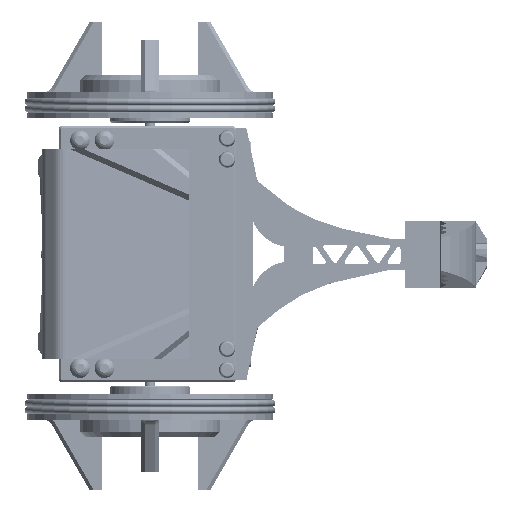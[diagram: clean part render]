
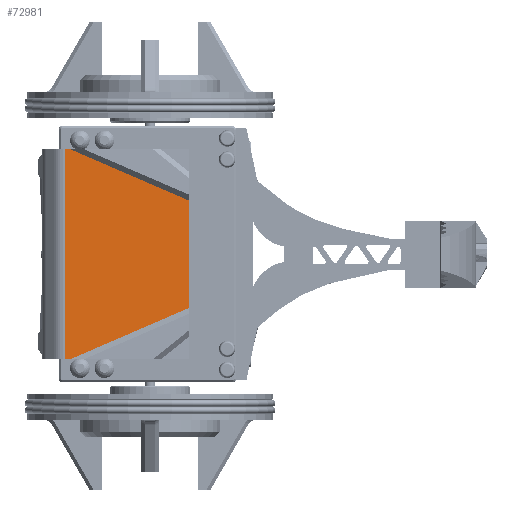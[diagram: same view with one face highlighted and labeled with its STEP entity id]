
A CAD part, front view. The second image highlights one B-rep face of the part: STEP entity #72981.
In plain terms, the highlighted face is planar.
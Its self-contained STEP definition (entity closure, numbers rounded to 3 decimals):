
#71298=DIRECTION('',(0.,0.997,-0.081));
#71299=VECTOR('',#71298,1.318);
#71300=CARTESIAN_POINT('',(15.476,135.591,23.795));
#71301=LINE('',#71300,#71299);
#71354=DIRECTION('',(-1.,0.,0.));
#71355=VECTOR('',#71354,30.726);
#71356=CARTESIAN_POINT('',(60.839,101.748,26.539));
#71357=LINE('',#71356,#71355);
#71430=DIRECTION('',(0.,-0.997,0.081));
#71431=VECTOR('',#71430,1.318);
#71432=CARTESIAN_POINT('',(75.476,136.904,23.688));
#71433=LINE('',#71432,#71431);
#71694=DIRECTION('',(1.,0.,0.));
#71695=VECTOR('',#71694,60.);
#71696=CARTESIAN_POINT('',(15.476,136.904,23.688));
#71697=LINE('',#71696,#71695);
#71698=DIRECTION('',(0.396,0.915,-0.074));
#71699=VECTOR('',#71698,36.974);
#71700=CARTESIAN_POINT('',(60.839,101.748,26.539));
#71701=LINE('',#71700,#71699);
#71710=DIRECTION('',(-0.396,0.915,-0.074));
#71711=VECTOR('',#71710,36.974);
#71712=CARTESIAN_POINT('',(30.112,101.748,26.539));
#71713=LINE('',#71712,#71711);
#72012=CARTESIAN_POINT('',(15.476,135.591,23.795));
#72013=VERTEX_POINT('',#72012);
#72014=CARTESIAN_POINT('',(15.476,136.904,23.688));
#72015=VERTEX_POINT('',#72014);
#72036=CARTESIAN_POINT('',(60.839,101.748,26.539));
#72037=VERTEX_POINT('',#72036);
#72038=CARTESIAN_POINT('',(30.112,101.748,26.539));
#72039=VERTEX_POINT('',#72038);
#72060=CARTESIAN_POINT('',(75.476,136.904,23.688));
#72061=VERTEX_POINT('',#72060);
#72062=CARTESIAN_POINT('',(75.476,135.591,23.795));
#72063=VERTEX_POINT('',#72062);
#72966=CARTESIAN_POINT('',(14.876,137.256,23.66));
#72967=DIRECTION('',(0.,-0.081,-0.997));
#72968=DIRECTION('',(1.,0.,0.));
#72969=AXIS2_PLACEMENT_3D('',#72966,#72967,#72968);
#72970=PLANE('',#72969);
#72971=ORIENTED_EDGE('',*,*,#72535,.F.);
#72973=ORIENTED_EDGE('',*,*,#72972,.T.);
#72974=ORIENTED_EDGE('',*,*,#72628,.F.);
#72975=ORIENTED_EDGE('',*,*,#72961,.F.);
#72976=ORIENTED_EDGE('',*,*,#72475,.F.);
#72978=ORIENTED_EDGE('',*,*,#72977,.F.);
#72979=EDGE_LOOP('',(#72971,#72973,#72974,#72975,#72976,#72978));
#72980=FACE_OUTER_BOUND('',#72979,.F.);
#72475=EDGE_CURVE('',#72013,#72015,#71301,.T.);
#72535=EDGE_CURVE('',#72037,#72039,#71357,.T.);
#72628=EDGE_CURVE('',#72061,#72063,#71433,.T.);
#72961=EDGE_CURVE('',#72015,#72061,#71697,.T.);
#72972=EDGE_CURVE('',#72037,#72063,#71701,.T.);
#72977=EDGE_CURVE('',#72039,#72013,#71713,.T.);
#72981=ADVANCED_FACE('',(#72980),#72970,.T.);
